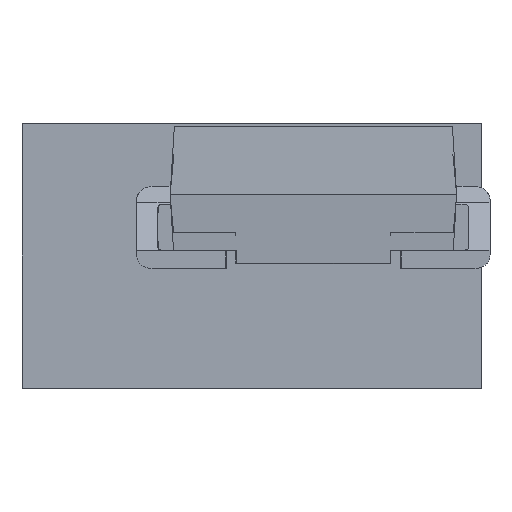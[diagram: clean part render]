
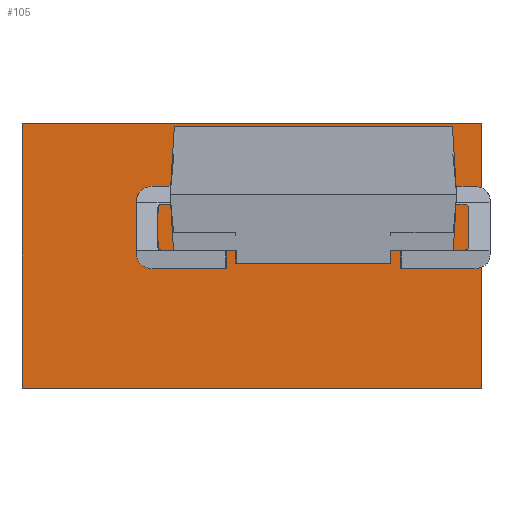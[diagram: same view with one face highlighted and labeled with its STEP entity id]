
A CAD part, front view. The second image highlights one B-rep face of the part: STEP entity #105.
In plain terms, the highlighted free-form (B-spline) face has degree [1, 1] with [2, 2] control points.
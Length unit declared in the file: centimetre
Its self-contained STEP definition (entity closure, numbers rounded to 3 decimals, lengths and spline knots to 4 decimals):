
#105=ADVANCED_FACE('',(#229),#1431,.T.);
#229=FACE_OUTER_BOUND('',#353,.T.);
#353=EDGE_LOOP('',(#713,#714,#715,#716));
#713=ORIENTED_EDGE('',*,*,#1077,.T.);
#714=ORIENTED_EDGE('',*,*,#1086,.T.);
#715=ORIENTED_EDGE('',*,*,#1081,.F.);
#716=ORIENTED_EDGE('',*,*,#1085,.F.);
#1077=EDGE_CURVE('',#1269,#1270,#1659,.T.);
#1081=EDGE_CURVE('',#1273,#1274,#1663,.T.);
#1085=EDGE_CURVE('',#1269,#1273,#1667,.T.);
#1086=EDGE_CURVE('',#1270,#1274,#1668,.T.);
#1269=VERTEX_POINT('',#3594);
#1270=VERTEX_POINT('',#3595);
#1273=VERTEX_POINT('',#3598);
#1274=VERTEX_POINT('',#3599);
#1431=B_SPLINE_SURFACE_WITH_KNOTS('',1,1,((#3570,#3571),(#3572,#3573)),.UNSPECIFIED.,
.F.,.F.,.F.,(2,2),(2,2),(0.,109.1683),(0.,62.679),.UNSPECIFIED.);
#1659=B_SPLINE_CURVE_WITH_KNOTS('',1,(#3546,#3547),.UNSPECIFIED.,.F.,.F.,
(2,2),(0.,109.1683),.UNSPECIFIED.);
#1663=B_SPLINE_CURVE_WITH_KNOTS('',1,(#3554,#3555),.UNSPECIFIED.,.F.,.F.,
(2,2),(0.,109.1683),.UNSPECIFIED.);
#1667=B_SPLINE_CURVE_WITH_KNOTS('',1,(#3562,#3563),.UNSPECIFIED.,.F.,.F.,
(2,2),(0.,62.679),.UNSPECIFIED.);
#1668=B_SPLINE_CURVE_WITH_KNOTS('',1,(#3564,#3565),.UNSPECIFIED.,.F.,.F.,
(2,2),(0.,62.679),.UNSPECIFIED.);
#3546=CARTESIAN_POINT('',(-19.5009,74.4109,-29.0187));
#3547=CARTESIAN_POINT('',(89.6674,74.4109,-29.0187));
#3554=CARTESIAN_POINT('',(-19.5009,74.4109,33.6603));
#3555=CARTESIAN_POINT('',(89.6674,74.4109,33.6603));
#3562=CARTESIAN_POINT('',(-19.5009,74.4109,-29.0187));
#3563=CARTESIAN_POINT('',(-19.5009,74.4109,33.6603));
#3564=CARTESIAN_POINT('',(89.6674,74.4109,-29.0187));
#3565=CARTESIAN_POINT('',(89.6674,74.4109,33.6603));
#3570=CARTESIAN_POINT('',(-19.5009,74.4109,-29.0187));
#3571=CARTESIAN_POINT('',(-19.5009,74.4109,33.6603));
#3572=CARTESIAN_POINT('',(89.6674,74.4109,-29.0187));
#3573=CARTESIAN_POINT('',(89.6674,74.4109,33.6603));
#3594=CARTESIAN_POINT('',(-19.5009,74.4109,-29.0187));
#3595=CARTESIAN_POINT('',(89.6674,74.4109,-29.0187));
#3598=CARTESIAN_POINT('',(-19.5009,74.4109,33.6603));
#3599=CARTESIAN_POINT('',(89.6674,74.4109,33.6603));
